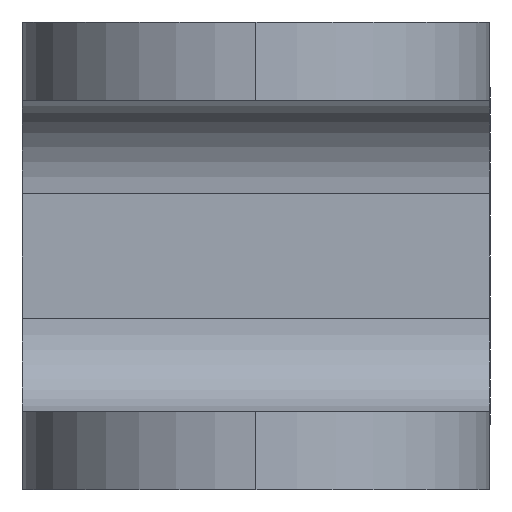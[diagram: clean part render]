
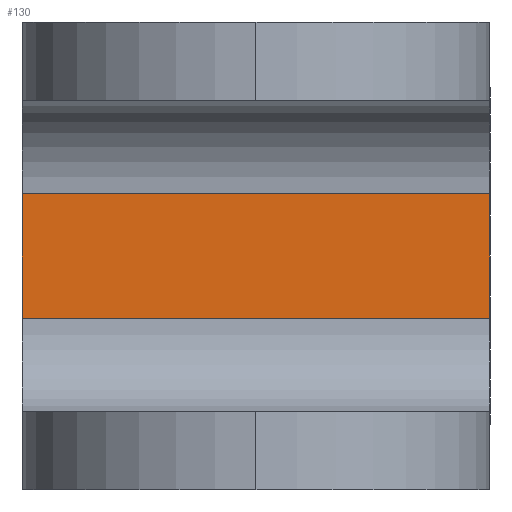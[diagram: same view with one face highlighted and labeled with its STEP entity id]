
A CAD part, left-side view. The second image highlights one B-rep face of the part: STEP entity #130.
In plain terms, the highlighted planar face has unit normal (-1, 0, 0).
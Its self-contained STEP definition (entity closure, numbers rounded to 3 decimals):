
#3 = ORIENTED_EDGE ( 'NONE', *, *, #640, .F. ) ;
#28 = VECTOR ( 'NONE', #641, 1000. ) ;
#37 = CARTESIAN_POINT ( 'NONE',  ( -28.5, -7.5, 5.5 ) ) ;
#88 = CARTESIAN_POINT ( 'NONE',  ( -28.5, 7.5, 9.5 ) ) ;
#94 = CARTESIAN_POINT ( 'NONE',  ( -28.5, -7.5, 9.5 ) ) ;
#112 = EDGE_CURVE ( 'NONE', #433, #583, #224, .T. ) ;
#116 = VECTOR ( 'NONE', #966, 1000. ) ;
#121 = CARTESIAN_POINT ( 'NONE',  ( -28.5, -7.5, 2.5 ) ) ;
#130 = ADVANCED_FACE ( 'NONE', ( #842 ), #135, .F. ) ;
#135 = PLANE ( 'NONE',  #570 ) ;
#224 = LINE ( 'NONE', #632, #116 ) ;
#296 = CARTESIAN_POINT ( 'NONE',  ( -28.5, -7.5, 2.5 ) ) ;
#304 = ORIENTED_EDGE ( 'NONE', *, *, #929, .T. ) ;
#423 = ORIENTED_EDGE ( 'NONE', *, *, #112, .T. ) ;
#433 = VERTEX_POINT ( 'NONE', #1013 ) ;
#467 = LINE ( 'NONE', #121, #982 ) ;
#518 = LINE ( 'NONE', #1011, #706 ) ;
#570 = AXIS2_PLACEMENT_3D ( 'NONE', #296, #880, #639 ) ;
#583 = VERTEX_POINT ( 'NONE', #37 ) ;
#632 = CARTESIAN_POINT ( 'NONE',  ( -28.5, -7.5, 5.5 ) ) ;
#639 = DIRECTION ( 'NONE',  ( 0., 1., 0. ) ) ;
#640 = EDGE_CURVE ( 'NONE', #905, #583, #467, .T. ) ;
#641 = DIRECTION ( 'NONE',  ( 0., 1., 0. ) ) ;
#669 = EDGE_LOOP ( 'NONE', ( #3, #977, #304, #423 ) ) ;
#678 = DIRECTION ( 'NONE',  ( 0., 0., -1. ) ) ;
#706 = VECTOR ( 'NONE', #678, 1000. ) ;
#762 = EDGE_CURVE ( 'NONE', #905, #862, #763, .T. ) ;
#763 = LINE ( 'NONE', #800, #28 ) ;
#791 = DIRECTION ( 'NONE',  ( 0., 0., -1. ) ) ;
#800 = CARTESIAN_POINT ( 'NONE',  ( -28.5, 7.5, 9.5 ) ) ;
#842 = FACE_OUTER_BOUND ( 'NONE', #669, .T. ) ;
#862 = VERTEX_POINT ( 'NONE', #88 ) ;
#880 = DIRECTION ( 'NONE',  ( 1., 0., 0. ) ) ;
#905 = VERTEX_POINT ( 'NONE', #94 ) ;
#929 = EDGE_CURVE ( 'NONE', #862, #433, #518, .T. ) ;
#966 = DIRECTION ( 'NONE',  ( 0., -1., 0. ) ) ;
#977 = ORIENTED_EDGE ( 'NONE', *, *, #762, .T. ) ;
#982 = VECTOR ( 'NONE', #791, 1000. ) ;
#1011 = CARTESIAN_POINT ( 'NONE',  ( -28.5, 7.5, 2.5 ) ) ;
#1013 = CARTESIAN_POINT ( 'NONE',  ( -28.5, 7.5, 5.5 ) ) ;
